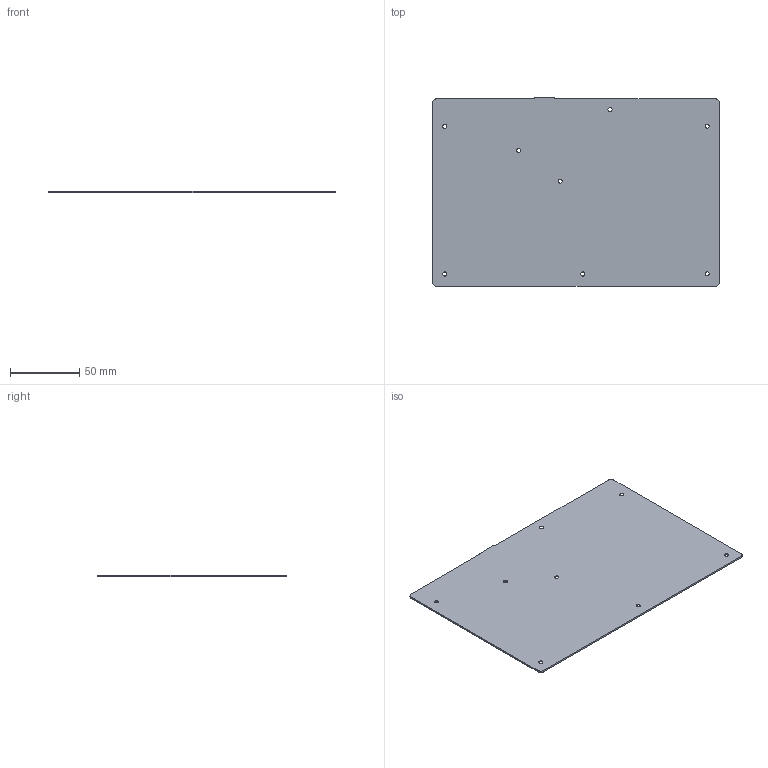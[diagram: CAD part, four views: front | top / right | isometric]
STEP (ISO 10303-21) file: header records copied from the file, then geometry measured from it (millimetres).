
FILE_DESCRIPTION(('HOOPS Exchange Step'),'2;1');
FILE_NAME('temp_export','2025-12-03T08:34:01+08:00',('chang'),('Shapr3D Limited'),'HOOPS Exchange 2025.7','Shapr3D','Authorized');
FILE_SCHEMA( ('AP242_MANAGED_MODEL_BASED_3D_ENGINEERING_MIM_LF {1 0 10303 442 1 1 4}') );
Length unit declared in the file: millimetre
Products named in the file (1): root
Bounding box: 207.8 x 136.6 x 1.2 mm (x, y, z)
Volume: 33740.3 mm3; surface area: 57211 mm2
Topology: 1 solids, 1 shells, 22 faces, 67 edges, 47 vertices
Faces by surface type: plane 8, cylinder 7, cone 7
Full cylindrical faces by diameter (mm): 3 x1
Entity records: 850 total; most frequent: DIRECTION 150, CARTESIAN_POINT 138, ORIENTED_EDGE 134, EDGE_CURVE 67, AXIS2_PLACEMENT_3D 59, VERTEX_POINT 47, EDGE_LOOP 38, FACE_BOUND 38
